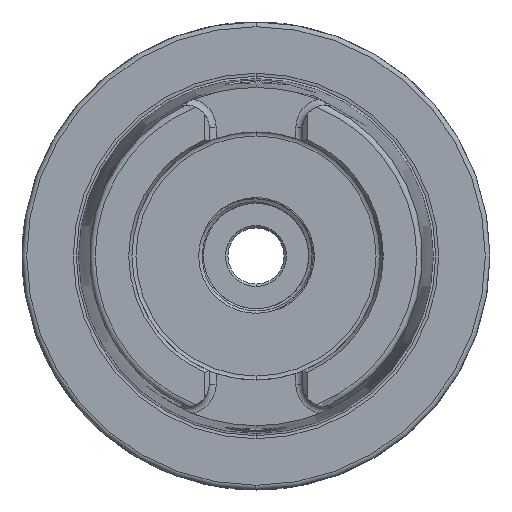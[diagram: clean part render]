
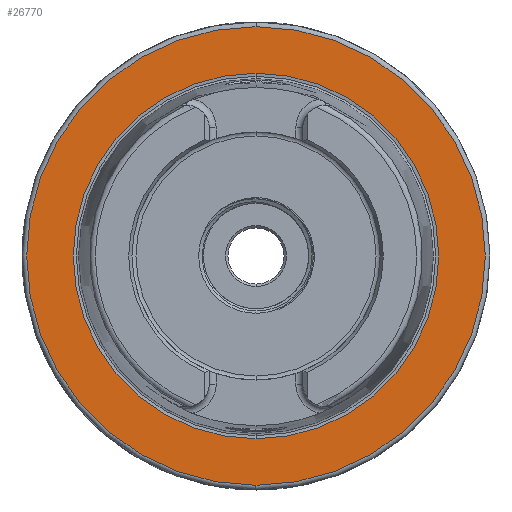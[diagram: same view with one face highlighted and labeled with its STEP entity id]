
A CAD part, left-side view. The second image highlights one B-rep face of the part: STEP entity #26770.
In plain terms, the highlighted planar face has unit normal (-1, 0, 0).
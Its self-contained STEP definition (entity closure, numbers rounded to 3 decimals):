
#1848 = CARTESIAN_POINT ( 'NONE',  ( 0., 0., 0. ) ) ;
#1849 = DIRECTION ( 'NONE',  ( 1., 0., 0. ) ) ;
#1850 = DIRECTION ( 'NONE',  ( 0., 0., -1. ) ) ;
#1851 = CARTESIAN_POINT ( 'NONE',  ( 0., 0., 0. ) ) ;
#1852 = DIRECTION ( 'NONE',  ( -1., 0., 0. ) ) ;
#1853 = DIRECTION ( 'NONE',  ( 0., 0., 1. ) ) ;
#1893 = VERTEX_POINT ( 'NONE', #4867 ) ;
#1974 = EDGE_CURVE ( 'NONE', #17647, #1893, #2026, .T. ) ;
#1975 = EDGE_CURVE ( 'NONE', #8532, #8426, #2027, .T. ) ;
#2026 = CIRCLE ( 'NONE', #16946, 39.054 ) ;
#2027 = CIRCLE ( 'NONE', #16939, 49. ) ;
#2164 = CIRCLE ( 'NONE', #13769, 49. ) ;
#2168 = CIRCLE ( 'NONE', #12069, 39.054 ) ;
#4287 = CARTESIAN_POINT ( 'NONE',  ( 0., 0., 0. ) ) ;
#4291 = DIRECTION ( 'NONE',  ( -1., 0., 0. ) ) ;
#4292 = DIRECTION ( 'NONE',  ( 0., 0., 1. ) ) ;
#4343 = CARTESIAN_POINT ( 'NONE',  ( 0., 0., 0. ) ) ;
#4344 = DIRECTION ( 'NONE',  ( 1., 0., 0. ) ) ;
#4345 = DIRECTION ( 'NONE',  ( 0., 0., -1. ) ) ;
#4867 = CARTESIAN_POINT ( 'NONE',  ( 0., 0., 39.054 ) ) ;
#5350 = CARTESIAN_POINT ( 'NONE',  ( 0., 0., 49. ) ) ;
#5509 = EDGE_LOOP ( 'NONE', ( #9266, #9245 ) ) ;
#6384 = CARTESIAN_POINT ( 'NONE',  ( 0., 0., -49. ) ) ;
#8426 = VERTEX_POINT ( 'NONE', #5350 ) ;
#8532 = VERTEX_POINT ( 'NONE', #6384 ) ;
#9244 = ORIENTED_EDGE ( 'NONE', *, *, #24246, .T. ) ;
#9245 = ORIENTED_EDGE ( 'NONE', *, *, #1974, .T. ) ;
#9247 = ORIENTED_EDGE ( 'NONE', *, *, #1975, .T. ) ;
#9266 = ORIENTED_EDGE ( 'NONE', *, *, #24255, .T. ) ;
#9821 = CARTESIAN_POINT ( 'NONE',  ( 0., 0., -39.054 ) ) ;
#12069 = AXIS2_PLACEMENT_3D ( 'NONE', #4343, #4344, #4345 ) ;
#13769 = AXIS2_PLACEMENT_3D ( 'NONE', #4287, #4291, #4292 ) ;
#16349 = FACE_OUTER_BOUND ( 'NONE', #22950, .T. ) ;
#16360 = FACE_BOUND ( 'NONE', #5509, .T. ) ;
#16364 = AXIS2_PLACEMENT_3D ( 'NONE', #25659, #25660, #25661 ) ;
#16939 = AXIS2_PLACEMENT_3D ( 'NONE', #1851, #1852, #1853 ) ;
#16946 = AXIS2_PLACEMENT_3D ( 'NONE', #1848, #1849, #1850 ) ;
#17647 = VERTEX_POINT ( 'NONE', #9821 ) ;
#22950 = EDGE_LOOP ( 'NONE', ( #9244, #9247 ) ) ;
#24246 = EDGE_CURVE ( 'NONE', #8426, #8532, #2164, .T. ) ;
#24255 = EDGE_CURVE ( 'NONE', #1893, #17647, #2168, .T. ) ;
#25658 = PLANE ( 'NONE',  #16364 ) ;
#25659 = CARTESIAN_POINT ( 'NONE',  ( 0., 39.054, 0. ) ) ;
#25660 = DIRECTION ( 'NONE',  ( -1., 0., 0. ) ) ;
#25661 = DIRECTION ( 'NONE',  ( 0., 0., 1. ) ) ;
#26770 = ADVANCED_FACE ( 'NONE', ( #16349, #16360 ), #25658, .T. ) ;
